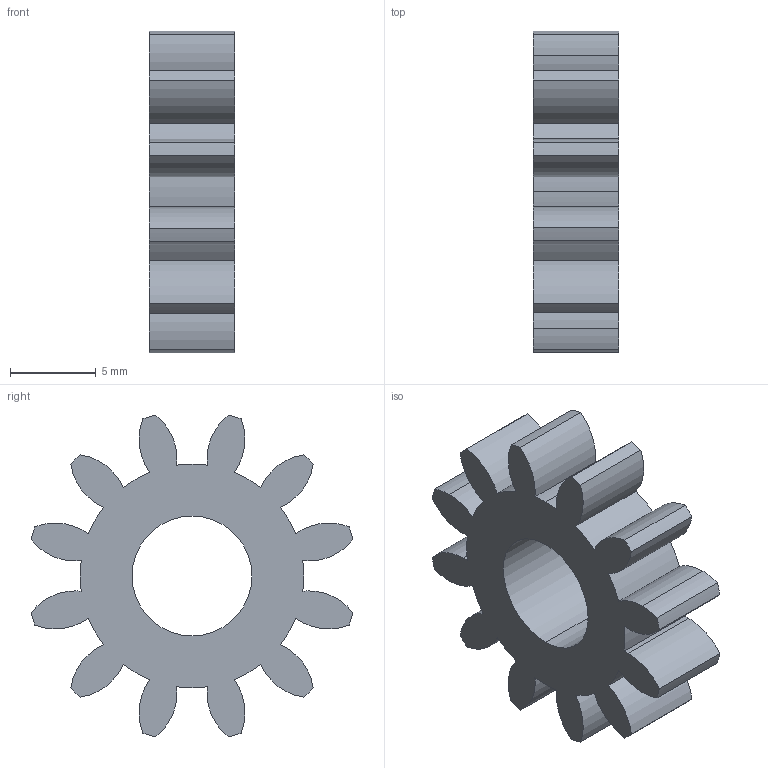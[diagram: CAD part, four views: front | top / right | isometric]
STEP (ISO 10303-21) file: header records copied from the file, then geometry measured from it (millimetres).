
FILE_DESCRIPTION (( 'STEP AP203' ), '1' );
FILE_NAME ('addition_Default_sldprt.STEP', '2018-07-31T07:56:49', ( '' ), ( '' ), 'SwSTEP 2.0', 'SolidWorks 2014', '' );
FILE_SCHEMA (( 'CONFIG_CONTROL_DESIGN' ));
Length unit declared in the file: millimetre
Products named in the file (1): addition_Default_sldprt
Bounding box: 5 x 18.78 x 18.78 mm (x, y, z)
Volume: 805.3 mm3; surface area: 982.3 mm2
Topology: 1 solids, 1 shells, 57 faces, 165 edges, 110 vertices
Faces by surface type: cylinder 55, plane 2
Entity records: 2030 total; most frequent: DIRECTION 391, CARTESIAN_POINT 333, ORIENTED_EDGE 330, AXIS2_PLACEMENT_3D 168, EDGE_CURVE 165, CIRCLE 110, VERTEX_POINT 110, EDGE_LOOP 59
